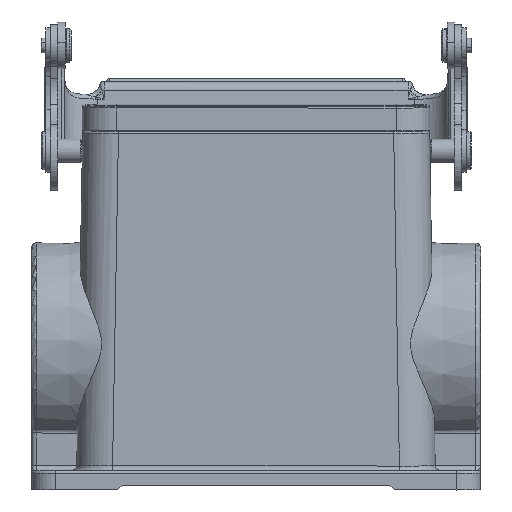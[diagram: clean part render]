
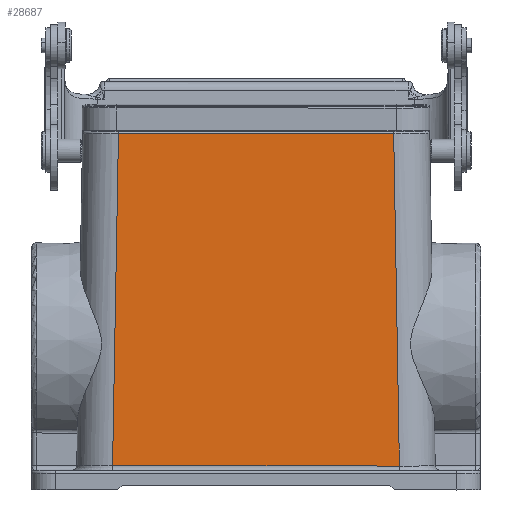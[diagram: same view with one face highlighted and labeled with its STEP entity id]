
A CAD part, top view. The second image highlights one B-rep face of the part: STEP entity #28687.
In plain terms, the highlighted planar face has unit normal (0, 0.009, 1).
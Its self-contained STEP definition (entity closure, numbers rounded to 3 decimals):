
#7133=DIRECTION('',(0.017,-1.,0.009));
#7134=VECTOR('',#7133,69.547);
#7135=CARTESIAN_POINT('',(75.819,51.278,0.004));
#7136=LINE('',#7135,#7134);
#7137=DIRECTION('',(0.018,1.,-0.009));
#7138=VECTOR('',#7137,69.547);
#7139=CARTESIAN_POINT('',(16.964,-18.238,
0.611));
#7140=LINE('',#7139,#7138);
#8058=DIRECTION('',(1.,0.,0.));
#8059=VECTOR('',#8058,60.047);
#8060=CARTESIAN_POINT('',(16.964,-18.238,
0.611));
#8061=LINE('',#8060,#8059);
#9947=DIRECTION('',(-1.,0.,0.));
#9948=VECTOR('',#9947,57.619);
#9949=CARTESIAN_POINT('',(75.819,51.278,0.004));
#9950=LINE('',#9949,#9948);
#14521=CARTESIAN_POINT('',(16.964,-18.238,
0.611));
#14522=CARTESIAN_POINT('',(18.199,51.295,
0.004));
#14523=VERTEX_POINT('',#14521);
#14524=VERTEX_POINT('',#14522);
#14529=CARTESIAN_POINT('',(75.819,51.278,
0.004));
#14530=CARTESIAN_POINT('',(77.011,-18.257,
0.611));
#14531=VERTEX_POINT('',#14529);
#14532=VERTEX_POINT('',#14530);
#28673=CARTESIAN_POINT('',(46.998,16.519,
0.308));
#28674=DIRECTION('',(0.,0.009,1.));
#28675=DIRECTION('',(0.,-1.,0.009));
#28676=AXIS2_PLACEMENT_3D('',#28673,#28674,#28675);
#28677=PLANE('',#28676);
#28679=ORIENTED_EDGE('',*,*,#28678,.T.);
#28681=ORIENTED_EDGE('',*,*,#28680,.F.);
#28682=ORIENTED_EDGE('',*,*,#28657,.T.);
#28684=ORIENTED_EDGE('',*,*,#28683,.F.);
#28685=EDGE_LOOP('',(#28679,#28681,#28682,#28684));
#28686=FACE_OUTER_BOUND('',#28685,.F.);
#28657=EDGE_CURVE('',#14523,#14524,#7140,.T.);
#28678=EDGE_CURVE('',#14531,#14532,#7136,.T.);
#28680=EDGE_CURVE('',#14523,#14532,#8061,.T.);
#28683=EDGE_CURVE('',#14531,#14524,#9950,.T.);
#28687=ADVANCED_FACE('',(#28686),#28677,.T.);
